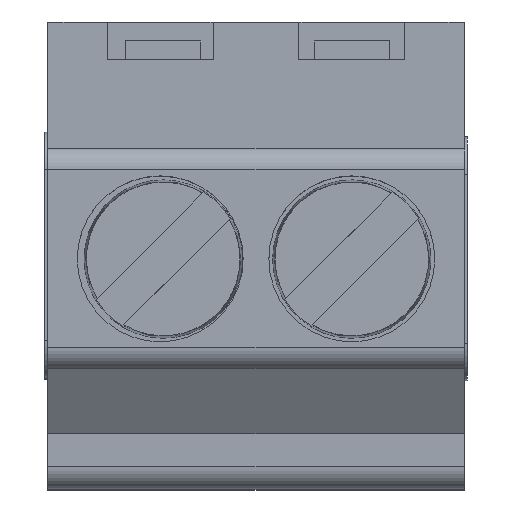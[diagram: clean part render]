
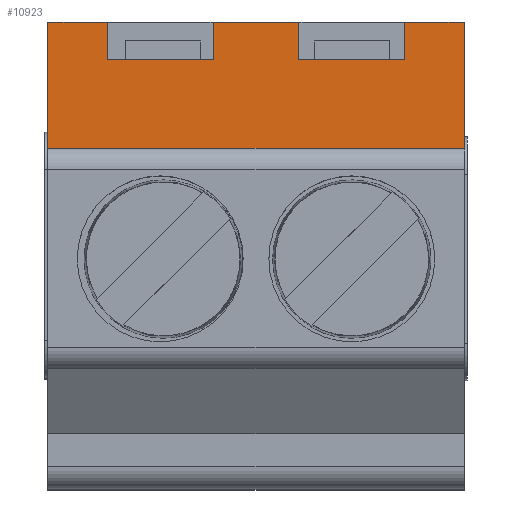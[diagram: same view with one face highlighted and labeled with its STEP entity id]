
A CAD part, top view. The second image highlights one B-rep face of the part: STEP entity #10923.
In plain terms, the highlighted planar face has unit normal (0, 0.951, 0.309).
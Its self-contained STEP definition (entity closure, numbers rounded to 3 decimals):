
#301=PLANE('',#11656);
#636=LINE('',#15022,#2061);
#675=LINE('',#15730,#2100);
#697=LINE('',#15770,#2122);
#768=LINE('',#15913,#2193);
#777=LINE('',#15930,#2202);
#786=LINE('',#15948,#2211);
#791=LINE('',#15959,#2216);
#838=LINE('',#16053,#2263);
#947=LINE('',#16291,#2372);
#948=LINE('',#16292,#2373);
#950=LINE('',#16295,#2375);
#1415=LINE('',#17225,#2840);
#2061=VECTOR('',#12157,1000.);
#2100=VECTOR('',#12316,1000.);
#2122=VECTOR('',#12346,1000.);
#2193=VECTOR('',#12471,1000.);
#2202=VECTOR('',#12486,1000.);
#2211=VECTOR('',#12503,1000.);
#2216=VECTOR('',#12514,1000.);
#2263=VECTOR('',#12581,1000.);
#2372=VECTOR('',#12748,1000.);
#2373=VECTOR('',#12749,1000.);
#2375=VECTOR('',#12751,1000.);
#2840=VECTOR('',#13546,1000.);
#4752=ORIENTED_EDGE('',*,*,#7498,.T.);
#4753=ORIENTED_EDGE('',*,*,#6672,.F.);
#4754=ORIENTED_EDGE('',*,*,#6757,.T.);
#4755=ORIENTED_EDGE('',*,*,#7030,.T.);
#4756=ORIENTED_EDGE('',*,*,#6779,.F.);
#4757=ORIENTED_EDGE('',*,*,#6850,.T.);
#4758=ORIENTED_EDGE('',*,*,#6859,.T.);
#4759=ORIENTED_EDGE('',*,*,#7029,.T.);
#4760=ORIENTED_EDGE('',*,*,#6868,.F.);
#4761=ORIENTED_EDGE('',*,*,#6873,.T.);
#4762=ORIENTED_EDGE('',*,*,#6920,.T.);
#4763=ORIENTED_EDGE('',*,*,#7032,.T.);
#6672=EDGE_CURVE('',#8242,#8244,#636,.T.);
#6757=EDGE_CURVE('',#8242,#8318,#675,.T.);
#6779=EDGE_CURVE('',#8332,#8333,#697,.T.);
#6850=EDGE_CURVE('',#8332,#8378,#768,.T.);
#6859=EDGE_CURVE('',#8378,#8382,#777,.T.);
#6868=EDGE_CURVE('',#8387,#8388,#786,.T.);
#6873=EDGE_CURVE('',#8387,#8391,#791,.T.);
#6920=EDGE_CURVE('',#8391,#8427,#838,.T.);
#7029=EDGE_CURVE('',#8382,#8388,#947,.T.);
#7030=EDGE_CURVE('',#8318,#8333,#948,.T.);
#7032=EDGE_CURVE('',#8427,#8528,#950,.T.);
#7498=EDGE_CURVE('',#8528,#8244,#1415,.T.);
#8242=VERTEX_POINT('',#15020);
#8244=VERTEX_POINT('',#15023);
#8318=VERTEX_POINT('',#15729);
#8332=VERTEX_POINT('',#15769);
#8333=VERTEX_POINT('',#15771);
#8378=VERTEX_POINT('',#15914);
#8382=VERTEX_POINT('',#15929);
#8387=VERTEX_POINT('',#15947);
#8388=VERTEX_POINT('',#15949);
#8391=VERTEX_POINT('',#15960);
#8427=VERTEX_POINT('',#16052);
#8528=VERTEX_POINT('',#16294);
#9636=EDGE_LOOP('',(#4752,#4753,#4754,#4755,#4756,#4757,#4758,#4759,#4760,
#4761,#4762,#4763));
#10261=FACE_BOUND('',#9636,.T.);
#10923=ADVANCED_FACE('',(#10261),#301,.F.);
#11656=AXIS2_PLACEMENT_3D('',#17224,#13544,#13545);
#12157=DIRECTION('',(-1.,0.,0.));
#12316=DIRECTION('',(0.,0.309,-0.951));
#12346=DIRECTION('',(0.,0.309,-0.951));
#12471=DIRECTION('',(-1.,0.,0.));
#12486=DIRECTION('',(0.,0.309,-0.951));
#12503=DIRECTION('',(0.,0.309,-0.951));
#12514=DIRECTION('',(-1.,0.,0.));
#12581=DIRECTION('',(0.,0.309,-0.951));
#12748=DIRECTION('',(-1.,0.,0.));
#12749=DIRECTION('',(-1.,0.,0.));
#12751=DIRECTION('',(-1.,0.,0.));
#13544=DIRECTION('',(0.,-0.951,-0.309));
#13545=DIRECTION('',(0.,0.309,-0.951));
#13546=DIRECTION('',(0.,-0.309,0.951));
#15020=CARTESIAN_POINT('',(5.48,4.517,8.293));
#15022=CARTESIAN_POINT('',(5.48,4.517,8.293));
#15023=CARTESIAN_POINT('',(-0.04,4.517,8.293));
#15729=CARTESIAN_POINT('',(5.48,6.2,3.114));
#15730=CARTESIAN_POINT('',(5.48,4.517,8.293));
#15769=CARTESIAN_POINT('',(4.69,5.7,4.653));
#15770=CARTESIAN_POINT('',(4.69,5.708,4.629));
#15771=CARTESIAN_POINT('',(4.69,6.2,3.114));
#15913=CARTESIAN_POINT('',(3.99,5.7,4.653));
#15914=CARTESIAN_POINT('',(3.29,5.7,4.653));
#15929=CARTESIAN_POINT('',(3.29,6.2,3.114));
#15930=CARTESIAN_POINT('',(3.29,6.242,2.985));
#15947=CARTESIAN_POINT('',(2.15,5.7,4.653));
#15948=CARTESIAN_POINT('',(2.15,5.708,4.629));
#15949=CARTESIAN_POINT('',(2.15,6.2,3.114));
#15959=CARTESIAN_POINT('',(1.487,5.7,4.653));
#15960=CARTESIAN_POINT('',(0.75,5.7,4.653));
#16052=CARTESIAN_POINT('',(0.75,6.2,3.114));
#16053=CARTESIAN_POINT('',(0.75,5.7,4.653));
#16291=CARTESIAN_POINT('',(3.29,6.2,3.114));
#16292=CARTESIAN_POINT('',(5.48,6.2,3.114));
#16294=CARTESIAN_POINT('',(-0.04,6.2,3.114));
#16295=CARTESIAN_POINT('',(0.75,6.2,3.114));
#17224=CARTESIAN_POINT('',(1.487,6.242,2.985));
#17225=CARTESIAN_POINT('',(-0.04,6.2,3.114));
